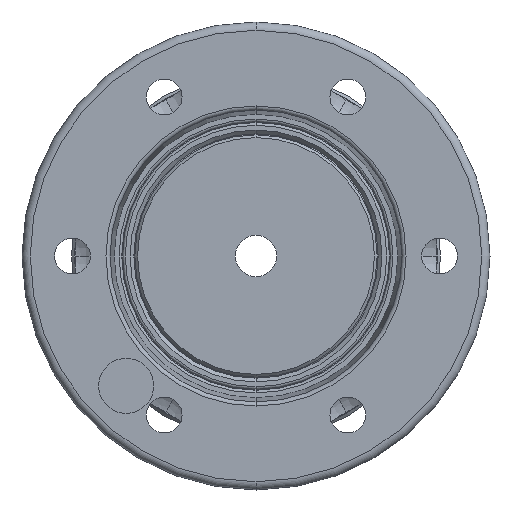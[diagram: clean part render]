
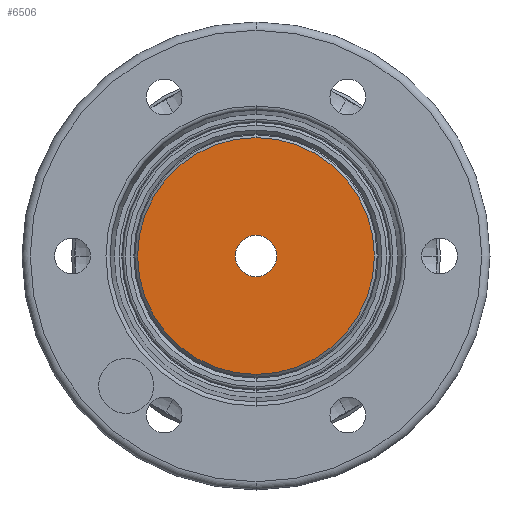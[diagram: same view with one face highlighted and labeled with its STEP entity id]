
A CAD part, front view. The second image highlights one B-rep face of the part: STEP entity #6506.
In plain terms, the highlighted planar face has unit normal (0, -1, 0).
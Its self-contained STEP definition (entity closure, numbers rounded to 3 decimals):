
#273 = EDGE_CURVE ( 'NONE', #3713, #5749, #7834, .T. ) ;
#538 = ORIENTED_EDGE ( 'NONE', *, *, #7225, .F. ) ;
#939 = DIRECTION ( 'NONE',  ( 0., -1., 0. ) ) ;
#1499 = CARTESIAN_POINT ( 'NONE',  ( -43., 0., 0. ) ) ;
#1732 = CIRCLE ( 'NONE', #2007, 7.5 ) ;
#2007 = AXIS2_PLACEMENT_3D ( 'NONE', #4997, #939, #5681 ) ;
#2181 = DIRECTION ( 'NONE',  ( 0., 0., 1. ) ) ;
#2337 = CARTESIAN_POINT ( 'NONE',  ( 0., 0., -7.5 ) ) ;
#2383 = EDGE_CURVE ( 'NONE', #6084, #2559, #8591, .T. ) ;
#2559 = VERTEX_POINT ( 'NONE', #3550 ) ;
#2569 = EDGE_LOOP ( 'NONE', ( #4639, #538 ) ) ;
#2608 = FACE_BOUND ( 'NONE', #2569, .T. ) ;
#3150 = CARTESIAN_POINT ( 'NONE',  ( 0., 0., 43. ) ) ;
#3550 = CARTESIAN_POINT ( 'NONE',  ( 0., 0., 7.5 ) ) ;
#3713 = VERTEX_POINT ( 'NONE', #3150 ) ;
#3824 = DIRECTION ( 'NONE',  ( 0., -1., 0. ) ) ;
#4314 = DIRECTION ( 'NONE',  ( 0., -1., 0. ) ) ;
#4348 = CARTESIAN_POINT ( 'NONE',  ( 0., 0., 0. ) ) ;
#4440 = CARTESIAN_POINT ( 'NONE',  ( 0., 0., -43. ) ) ;
#4568 = ORIENTED_EDGE ( 'NONE', *, *, #6730, .T. ) ;
#4639 = ORIENTED_EDGE ( 'NONE', *, *, #2383, .F. ) ;
#4896 = CARTESIAN_POINT ( 'NONE',  ( 0., 0., 0. ) ) ;
#4997 = CARTESIAN_POINT ( 'NONE',  ( 0., 0., 0. ) ) ;
#5188 = DIRECTION ( 'NONE',  ( 0., 0., -1. ) ) ;
#5428 = DIRECTION ( 'NONE',  ( 0., 0., -1. ) ) ;
#5681 = DIRECTION ( 'NONE',  ( 0., 0., -1. ) ) ;
#5749 = VERTEX_POINT ( 'NONE', #4440 ) ;
#6084 = VERTEX_POINT ( 'NONE', #2337 ) ;
#6276 = DIRECTION ( 'NONE',  ( 0., 1., 0. ) ) ;
#6450 = CIRCLE ( 'NONE', #6659, 43. ) ;
#6506 = ADVANCED_FACE ( 'NONE', ( #2608, #7807 ), #7599, .F. ) ;
#6659 = AXIS2_PLACEMENT_3D ( 'NONE', #7917, #3824, #8568 ) ;
#6730 = EDGE_CURVE ( 'NONE', #5749, #3713, #6450, .T. ) ;
#6823 = AXIS2_PLACEMENT_3D ( 'NONE', #1499, #6276, #2181 ) ;
#6897 = EDGE_LOOP ( 'NONE', ( #8088, #4568 ) ) ;
#6963 = AXIS2_PLACEMENT_3D ( 'NONE', #4896, #8619, #5188 ) ;
#7002 = AXIS2_PLACEMENT_3D ( 'NONE', #4348, #4314, #5428 ) ;
#7225 = EDGE_CURVE ( 'NONE', #2559, #6084, #1732, .T. ) ;
#7599 = PLANE ( 'NONE',  #6823 ) ;
#7807 = FACE_OUTER_BOUND ( 'NONE', #6897, .T. ) ;
#7834 = CIRCLE ( 'NONE', #7002, 43. ) ;
#7917 = CARTESIAN_POINT ( 'NONE',  ( 0., 0., 0. ) ) ;
#8088 = ORIENTED_EDGE ( 'NONE', *, *, #273, .T. ) ;
#8568 = DIRECTION ( 'NONE',  ( 0., 0., -1. ) ) ;
#8591 = CIRCLE ( 'NONE', #6963, 7.5 ) ;
#8619 = DIRECTION ( 'NONE',  ( 0., -1., 0. ) ) ;
